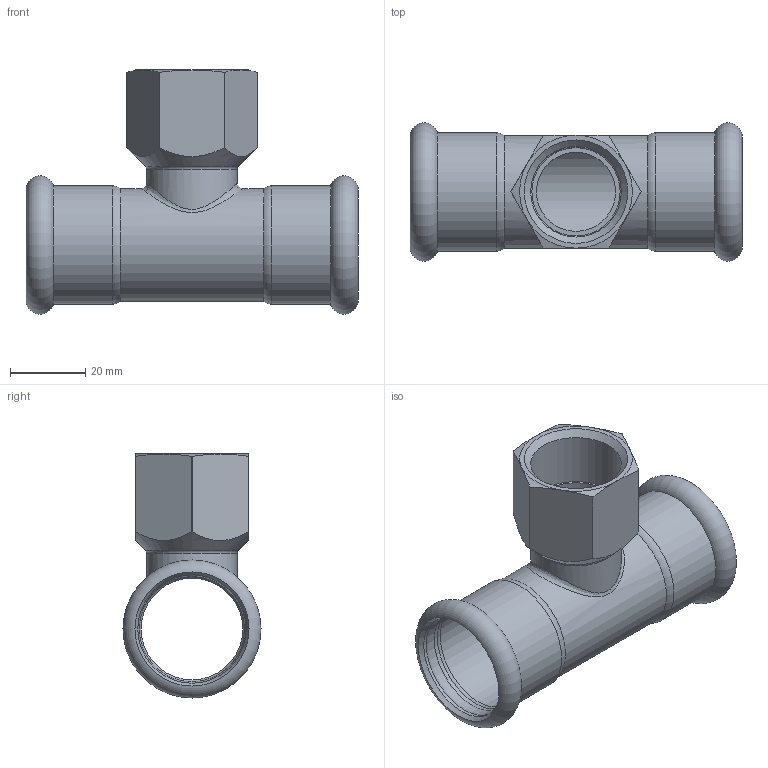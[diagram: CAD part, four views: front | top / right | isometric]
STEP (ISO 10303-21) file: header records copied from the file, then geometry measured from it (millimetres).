
FILE_DESCRIPTION(/* description */ (''),/* implementation_level */ '2;1');
FILE_NAME(/* name */ '389304028_Steelpres.stp',/* time_stamp */ '2022-10-21T15:40:13+02:00',/* author */ ('Vault'),/* organization */ ('Raccorderie metalliche s.p.a. '),/* preprocessor_version */ 'ST-DEVELOPER v18.1',/* originating_system */ 'Autodesk Inventor 2020',/* authorisation */ 'Raccorderie metalliche s.p.a. ');
FILE_SCHEMA (('AUTOMOTIVE_DESIGN { 1 0 10303 214 3 1 1 }'));
Length unit declared in the file: millimetre
Products named in the file (1): 389304028_Steelpres
Bounding box: 88.2 x 36.68 x 64.84 mm (x, y, z)
Volume: 23422.7 mm3; surface area: 22486.3 mm2
Topology: 1 solids, 1 shells, 54 faces, 169 edges, 118 vertices
Faces by surface type: cylinder 21, torus 11, cone 11, plane 9, bspline 2
Full cylindrical faces by diameter (mm): 21 x1, 21.6 x1, 23.48 x1, 24 x1, 24.117 x1, 27 x1, 28.4 x2, 28.8 x4, 30 x1, 31.4 x2
Entity records: 2379 total; most frequent: CARTESIAN_POINT 742, DIRECTION 364, ORIENTED_EDGE 342, EDGE_CURVE 171, AXIS2_PLACEMENT_3D 165, VERTEX_POINT 120, CIRCLE 112, EDGE_LOOP 59
